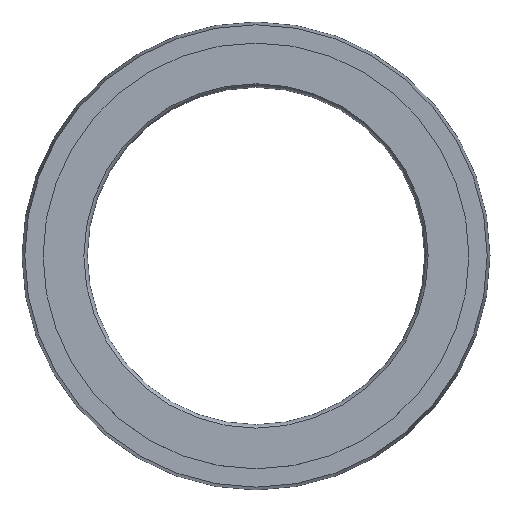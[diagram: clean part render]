
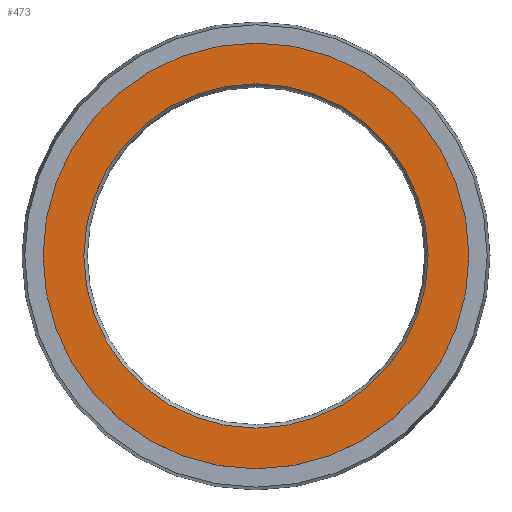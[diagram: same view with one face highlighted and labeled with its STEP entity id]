
A CAD part, top view. The second image highlights one B-rep face of the part: STEP entity #473.
In plain terms, the highlighted planar face has unit normal (0, 0, 1).
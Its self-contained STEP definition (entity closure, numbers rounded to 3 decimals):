
#2 = DIRECTION ( 'NONE',  ( 0., 0., 1. ) ) ;
#8 = DIRECTION ( 'NONE',  ( 0., 0., 1. ) ) ;
#22 = EDGE_CURVE ( 'NONE', #523, #643, #497, .T. ) ;
#28 = CARTESIAN_POINT ( 'NONE',  ( 12.25, 0., 0. ) ) ;
#34 = ORIENTED_EDGE ( 'NONE', *, *, #536, .F. ) ;
#35 = DIRECTION ( 'NONE',  ( 1., 0., 0. ) ) ;
#59 = PLANE ( 'NONE',  #462 ) ;
#65 = FACE_BOUND ( 'NONE', #109, .T. ) ;
#72 = CARTESIAN_POINT ( 'NONE',  ( -12.25, 0., 0. ) ) ;
#95 = CIRCLE ( 'NONE', #380, 12.25 ) ;
#96 = CARTESIAN_POINT ( 'NONE',  ( 0., 0., 0. ) ) ;
#109 = EDGE_LOOP ( 'NONE', ( #259, #34 ) ) ;
#110 = EDGE_LOOP ( 'NONE', ( #579, #277 ) ) ;
#140 = CIRCLE ( 'NONE', #208, 12.25 ) ;
#145 = AXIS2_PLACEMENT_3D ( 'NONE', #241, #289, #35 ) ;
#148 = CARTESIAN_POINT ( 'NONE',  ( 0., 0., 0. ) ) ;
#152 = VERTEX_POINT ( 'NONE', #28 ) ;
#169 = DIRECTION ( 'NONE',  ( 1., 0., 0. ) ) ;
#191 = DIRECTION ( 'NONE',  ( 1., 0., 0. ) ) ;
#208 = AXIS2_PLACEMENT_3D ( 'NONE', #96, #2, #191 ) ;
#209 = DIRECTION ( 'NONE',  ( 0., 0., -1. ) ) ;
#241 = CARTESIAN_POINT ( 'NONE',  ( 0., 0., 0. ) ) ;
#258 = CARTESIAN_POINT ( 'NONE',  ( 0., 0., 0. ) ) ;
#259 = ORIENTED_EDGE ( 'NONE', *, *, #333, .F. ) ;
#277 = ORIENTED_EDGE ( 'NONE', *, *, #22, .T. ) ;
#289 = DIRECTION ( 'NONE',  ( 0., 0., 1. ) ) ;
#306 = AXIS2_PLACEMENT_3D ( 'NONE', #148, #8, #605 ) ;
#310 = CARTESIAN_POINT ( 'NONE',  ( 0., 0., 0. ) ) ;
#311 = CARTESIAN_POINT ( 'NONE',  ( -15.15, 0., 0. ) ) ;
#317 = CARTESIAN_POINT ( 'NONE',  ( 15.15, 0., 0. ) ) ;
#333 = EDGE_CURVE ( 'NONE', #152, #612, #140, .T. ) ;
#373 = DIRECTION ( 'NONE',  ( 0., 0., 1. ) ) ;
#380 = AXIS2_PLACEMENT_3D ( 'NONE', #258, #373, #169 ) ;
#441 = FACE_OUTER_BOUND ( 'NONE', #110, .T. ) ;
#457 = EDGE_CURVE ( 'NONE', #643, #523, #532, .T. ) ;
#462 = AXIS2_PLACEMENT_3D ( 'NONE', #310, #209, #560 ) ;
#473 = ADVANCED_FACE ( 'NONE', ( #65, #441 ), #59, .F. ) ;
#497 = CIRCLE ( 'NONE', #145, 15.15 ) ;
#523 = VERTEX_POINT ( 'NONE', #311 ) ;
#532 = CIRCLE ( 'NONE', #306, 15.15 ) ;
#536 = EDGE_CURVE ( 'NONE', #612, #152, #95, .T. ) ;
#560 = DIRECTION ( 'NONE',  ( -1., 0., 0. ) ) ;
#579 = ORIENTED_EDGE ( 'NONE', *, *, #457, .T. ) ;
#605 = DIRECTION ( 'NONE',  ( 1., 0., 0. ) ) ;
#612 = VERTEX_POINT ( 'NONE', #72 ) ;
#643 = VERTEX_POINT ( 'NONE', #317 ) ;
